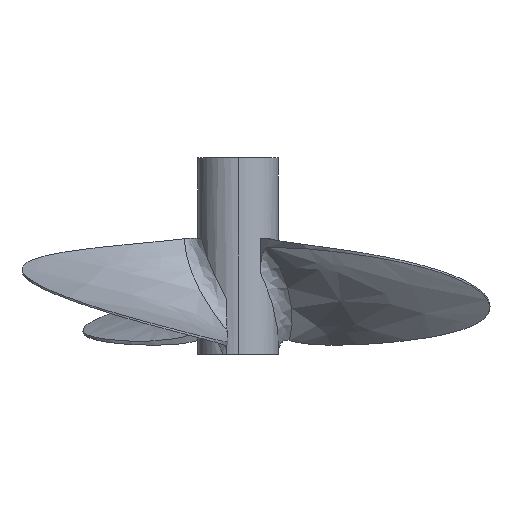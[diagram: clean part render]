
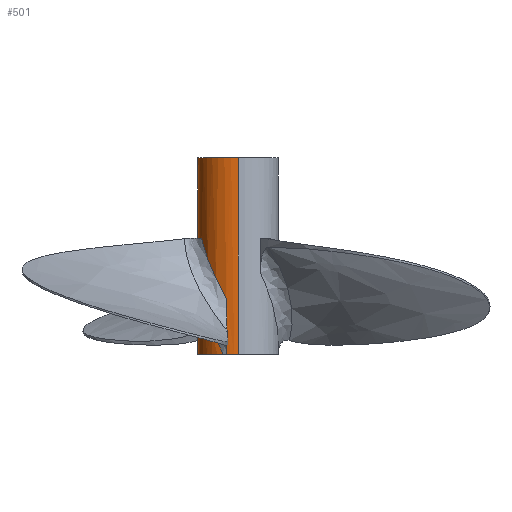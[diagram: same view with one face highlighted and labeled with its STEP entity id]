
A CAD part, left-side view. The second image highlights one B-rep face of the part: STEP entity #501.
In plain terms, the highlighted cylindrical face has radius 3.175 mm (diameter 6.35 mm), a partial arc.
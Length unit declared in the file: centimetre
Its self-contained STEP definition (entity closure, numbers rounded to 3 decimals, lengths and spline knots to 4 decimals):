
#11 = ORIENTED_EDGE ( 'NONE', *, *, #96, .F. ) ;
#45 = CARTESIAN_POINT ( 'NONE',  ( 0.3165, -0.0015, 5.4903 ) ) ;
#96 = EDGE_CURVE ( 'NONE', #2169, #688, #1695, .T. ) ;
#108 = ORIENTED_EDGE ( 'NONE', *, *, #1123, .T. ) ;
#118 = CARTESIAN_POINT ( 'NONE',  ( 0.2318, 0.2144, 4.632 ) ) ;
#121 = EDGE_CURVE ( 'NONE', #271, #793, #1515, .T. ) ;
#129 = DIRECTION ( 'NONE',  ( 0., 0., -1. ) ) ;
#138 = EDGE_CURVE ( 'NONE', #1489, #1485, #1851, .T. ) ;
#206 = LINE ( 'NONE', #2261, #1697 ) ;
#217 = DIRECTION ( 'NONE',  ( 1., 0., 0. ) ) ;
#243 = CARTESIAN_POINT ( 'NONE',  ( -0.0191, 0.3155, 5.274 ) ) ;
#253 = CARTESIAN_POINT ( 'NONE',  ( -0.2959, 0.1162, 4.632 ) ) ;
#258 = CARTESIAN_POINT ( 'NONE',  ( 0.2318, 0.2144, 5.5606 ) ) ;
#271 = VERTEX_POINT ( 'NONE', #1121 ) ;
#309 = CYLINDRICAL_SURFACE ( 'NONE', #1933, 0.3175 ) ;
#326 = CARTESIAN_POINT ( 'NONE',  ( -0.2669, 0.1735, 5.2271 ) ) ;
#334 = CARTESIAN_POINT ( 'NONE',  ( 0.3165, -0.0015, 5.5464 ) ) ;
#414 = VERTEX_POINT ( 'NONE', #2013 ) ;
#418 = CARTESIAN_POINT ( 'NONE',  ( -0.001, -0.0015, 4.632 ) ) ;
#425 = EDGE_CURVE ( 'NONE', #852, #793, #1752, .T. ) ;
#435 = CARTESIAN_POINT ( 'NONE',  ( -0.0787, 0.3078, 5.1672 ) ) ;
#440 = CARTESIAN_POINT ( 'NONE',  ( 0.2318, 0.2144, 5.0671 ) ) ;
#465 = CARTESIAN_POINT ( 'NONE',  ( -0.2539, 0.1918, 5.2669 ) ) ;
#468 = DIRECTION ( 'NONE',  ( 0., 0., 1. ) ) ;
#478 = B_SPLINE_CURVE_WITH_KNOTS ( 'NONE', 3,
 ( #45, #979, #581, #637, #1400, #440 ),
 .UNSPECIFIED., .F., .F.,
 ( 4, 2, 4 ),
 ( 0.0006, 0.0031, 0.0055 ),
 .UNSPECIFIED. ) ;
#501 = ADVANCED_FACE ( 'NONE', ( #1627 ), #309, .T. ) ;
#515 = CARTESIAN_POINT ( 'NONE',  ( -0.1523, 0.2786, 5.5063 ) ) ;
#537 = CARTESIAN_POINT ( 'NONE',  ( -0.0191, 0.3155, 5.5606 ) ) ;
#575 = CARTESIAN_POINT ( 'NONE',  ( -0.001, -0.0015, 6.1797 ) ) ;
#581 = CARTESIAN_POINT ( 'NONE',  ( 0.3091, 0.0773, 5.3498 ) ) ;
#587 = AXIS2_PLACEMENT_3D ( 'NONE', #994, #1637, #2368 ) ;
#600 = VERTEX_POINT ( 'NONE', #978 ) ;
#628 = CIRCLE ( 'NONE', #587, 0.3175 ) ;
#637 = CARTESIAN_POINT ( 'NONE',  ( 0.2802, 0.1513, 5.2084 ) ) ;
#650 = ORIENTED_EDGE ( 'NONE', *, *, #425, .T. ) ;
#668 = CARTESIAN_POINT ( 'NONE',  ( -0.1351, 0.2879, 5.0605 ) ) ;
#669 = VECTOR ( 'NONE', #698, 100. ) ;
#688 = VERTEX_POINT ( 'NONE', #2303 ) ;
#698 = DIRECTION ( 'NONE',  ( 0., 0., -1. ) ) ;
#724 = ORIENTED_EDGE ( 'NONE', *, *, #138, .T. ) ;
#728 = CARTESIAN_POINT ( 'NONE',  ( -0.1718, 0.2671, 5.4662 ) ) ;
#741 = CARTESIAN_POINT ( 'NONE',  ( -0.3044, 0.0922, 4.632 ) ) ;
#781 = ORIENTED_EDGE ( 'NONE', *, *, #1288, .T. ) ;
#793 = VERTEX_POINT ( 'NONE', #243 ) ;
#852 = VERTEX_POINT ( 'NONE', #2256 ) ;
#873 = CARTESIAN_POINT ( 'NONE',  ( -0.0191, 0.3155, 5.274 ) ) ;
#906 = CARTESIAN_POINT ( 'NONE',  ( 0.3165, -0.0015, 5.4903 ) ) ;
#921 = CARTESIAN_POINT ( 'NONE',  ( -0.1318, 0.2879, 5.5464 ) ) ;
#978 = CARTESIAN_POINT ( 'NONE',  ( 0.2318, 0.2144, 5.0671 ) ) ;
#979 = CARTESIAN_POINT ( 'NONE',  ( 0.3165, 0.0381, 5.4198 ) ) ;
#991 = CARTESIAN_POINT ( 'NONE',  ( 0.3165, -0.0015, 6.1797 ) ) ;
#994 = CARTESIAN_POINT ( 'NONE',  ( -0.001, -0.0015, 5.5464 ) ) ;
#1038 = CARTESIAN_POINT ( 'NONE',  ( -0.2848, 0.1442, 4.6858 ) ) ;
#1050 = DIRECTION ( 'NONE',  ( 1., 0., 0. ) ) ;
#1069 = ORIENTED_EDGE ( 'NONE', *, *, #1307, .F. ) ;
#1121 = CARTESIAN_POINT ( 'NONE',  ( -0.0191, 0.3155, 5.5464 ) ) ;
#1123 = EDGE_CURVE ( 'NONE', #1198, #600, #478, .T. ) ;
#1157 = DIRECTION ( 'NONE',  ( 0., 0., -1. ) ) ;
#1173 = EDGE_LOOP ( 'NONE', ( #11, #2088, #108, #1827, #2216, #650, #2392, #1964, #1667, #781, #724, #1069 ) ) ;
#1197 = AXIS2_PLACEMENT_3D ( 'NONE', #2499, #1994, #217 ) ;
#1198 = VERTEX_POINT ( 'NONE', #906 ) ;
#1200 = CIRCLE ( 'NONE', #1439, 0.3175 ) ;
#1210 = VERTEX_POINT ( 'NONE', #1359 ) ;
#1238 = LINE ( 'NONE', #258, #2346 ) ;
#1254 = CARTESIAN_POINT ( 'NONE',  ( -0.3044, 0.0922, 5.0671 ) ) ;
#1266 = CARTESIAN_POINT ( 'NONE',  ( -0.2244, 0.2253, 5.3464 ) ) ;
#1288 = EDGE_CURVE ( 'NONE', #1210, #1489, #206, .T. ) ;
#1302 = CARTESIAN_POINT ( 'NONE',  ( -0.3185, -0.0015, 4.632 ) ) ;
#1307 = EDGE_CURVE ( 'NONE', #688, #1485, #1679, .T. ) ;
#1343 = DIRECTION ( 'NONE',  ( 0., 0., 1. ) ) ;
#1359 = CARTESIAN_POINT ( 'NONE',  ( -0.3044, 0.0922, 5.0671 ) ) ;
#1400 = CARTESIAN_POINT ( 'NONE',  ( 0.2588, 0.1853, 5.1379 ) ) ;
#1404 = VECTOR ( 'NONE', #2450, 100. ) ;
#1410 = CARTESIAN_POINT ( 'NONE',  ( -0.2695, 0.1706, 4.7396 ) ) ;
#1439 = AXIS2_PLACEMENT_3D ( 'NONE', #418, #468, #1050 ) ;
#1444 = CARTESIAN_POINT ( 'NONE',  ( -0.0491, 0.3138, 5.2205 ) ) ;
#1465 = CARTESIAN_POINT ( 'NONE',  ( -0.001, -0.0015, 5.5464 ) ) ;
#1485 = VERTEX_POINT ( 'NONE', #1302 ) ;
#1489 = VERTEX_POINT ( 'NONE', #741 ) ;
#1510 = CARTESIAN_POINT ( 'NONE',  ( -0.3185, -0.0015, 5.5464 ) ) ;
#1515 = LINE ( 'NONE', #537, #1895 ) ;
#1558 = EDGE_CURVE ( 'NONE', #2169, #1198, #2472, .T. ) ;
#1627 = FACE_OUTER_BOUND ( 'NONE', #1173, .T. ) ;
#1635 = EDGE_CURVE ( 'NONE', #2005, #852, #1200, .T. ) ;
#1637 = DIRECTION ( 'NONE',  ( 0., 0., 1. ) ) ;
#1667 = ORIENTED_EDGE ( 'NONE', *, *, #1931, .T. ) ;
#1679 = LINE ( 'NONE', #1510, #1404 ) ;
#1695 = CIRCLE ( 'NONE', #2094, 0.3175 ) ;
#1697 = VECTOR ( 'NONE', #129, 100. ) ;
#1725 = DIRECTION ( 'NONE',  ( 0., 0., -1. ) ) ;
#1752 = B_SPLINE_CURVE_WITH_KNOTS ( 'NONE', 3,
 ( #253, #1038, #1410, #1821, #2188, #2030, #668, #435, #1444, #873 ),
 .UNSPECIFIED., .F., .F.,
 ( 4, 2, 2, 2, 4 ),
 ( 0., 0.0018, 0.0037, 0.0055, 0.0074 ),
 .UNSPECIFIED. ) ;
#1755 = DIRECTION ( 'NONE',  ( -1., 0., 0. ) ) ;
#1821 = CARTESIAN_POINT ( 'NONE',  ( -0.2326, 0.2178, 4.8464 ) ) ;
#1827 = ORIENTED_EDGE ( 'NONE', *, *, #2211, .T. ) ;
#1851 = CIRCLE ( 'NONE', #1197, 0.3175 ) ;
#1853 = CARTESIAN_POINT ( 'NONE',  ( -0.2888, 0.1344, 5.1472 ) ) ;
#1867 = EDGE_CURVE ( 'NONE', #271, #414, #628, .T. ) ;
#1895 = VECTOR ( 'NONE', #1725, 100. ) ;
#1931 = EDGE_CURVE ( 'NONE', #414, #1210, #2319, .T. ) ;
#1933 = AXIS2_PLACEMENT_3D ( 'NONE', #1465, #1157, #1755 ) ;
#1964 = ORIENTED_EDGE ( 'NONE', *, *, #1867, .T. ) ;
#1994 = DIRECTION ( 'NONE',  ( 0., 0., 1. ) ) ;
#2005 = VERTEX_POINT ( 'NONE', #118 ) ;
#2013 = CARTESIAN_POINT ( 'NONE',  ( -0.1318, 0.2879, 5.5464 ) ) ;
#2030 = CARTESIAN_POINT ( 'NONE',  ( -0.1622, 0.2738, 5.0067 ) ) ;
#2047 = CARTESIAN_POINT ( 'NONE',  ( -0.2978, 0.1136, 5.107 ) ) ;
#2080 = CARTESIAN_POINT ( 'NONE',  ( -0.2079, 0.2404, 5.3862 ) ) ;
#2088 = ORIENTED_EDGE ( 'NONE', *, *, #1558, .T. ) ;
#2094 = AXIS2_PLACEMENT_3D ( 'NONE', #575, #1343, #2486 ) ;
#2169 = VERTEX_POINT ( 'NONE', #991 ) ;
#2188 = CARTESIAN_POINT ( 'NONE',  ( -0.2109, 0.2387, 4.8996 ) ) ;
#2211 = EDGE_CURVE ( 'NONE', #600, #2005, #1238, .T. ) ;
#2216 = ORIENTED_EDGE ( 'NONE', *, *, #1635, .T. ) ;
#2256 = CARTESIAN_POINT ( 'NONE',  ( -0.2959, 0.1162, 4.632 ) ) ;
#2261 = CARTESIAN_POINT ( 'NONE',  ( -0.3044, 0.0922, 5.5606 ) ) ;
#2303 = CARTESIAN_POINT ( 'NONE',  ( -0.3185, -0.0015, 6.1797 ) ) ;
#2319 = B_SPLINE_CURVE_WITH_KNOTS ( 'NONE', 3,
 ( #921, #515, #728, #2080, #1266, #465, #326, #1853, #2047, #1254 ),
 .UNSPECIFIED., .F., .F.,
 ( 4, 2, 2, 2, 4 ),
 ( 0., 0.0014, 0.0028, 0.0041, 0.0055 ),
 .UNSPECIFIED. ) ;
#2346 = VECTOR ( 'NONE', #2353, 100. ) ;
#2353 = DIRECTION ( 'NONE',  ( 0., 0., -1. ) ) ;
#2368 = DIRECTION ( 'NONE',  ( 1., 0., 0. ) ) ;
#2392 = ORIENTED_EDGE ( 'NONE', *, *, #121, .F. ) ;
#2450 = DIRECTION ( 'NONE',  ( 0., 0., -1. ) ) ;
#2472 = LINE ( 'NONE', #334, #669 ) ;
#2486 = DIRECTION ( 'NONE',  ( 1., 0., 0. ) ) ;
#2499 = CARTESIAN_POINT ( 'NONE',  ( -0.001, -0.0015, 4.632 ) ) ;
